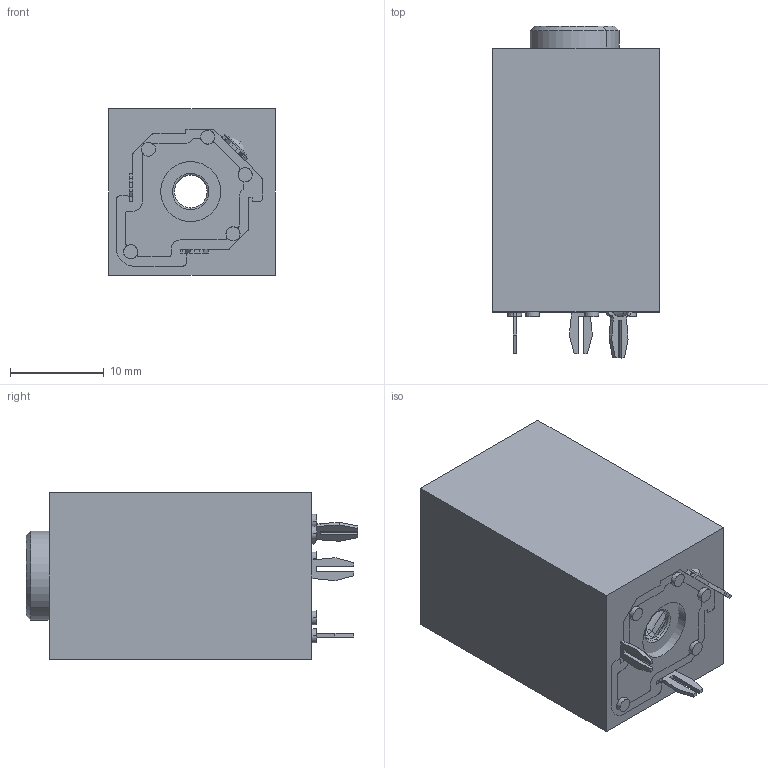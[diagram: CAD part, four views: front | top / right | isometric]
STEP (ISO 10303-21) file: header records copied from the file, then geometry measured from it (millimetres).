
FILE_DESCRIPTION((''),'2;1');
FILE_NAME('RJ3VI-D1_ASM','2021-03-19T',('yuj'),(''),'PRO/ENGINEER BY PARAMETRIC TECHNOLOGY CORPORATION, 2013040','PRO/ENGINEER BY PARAMETRIC TECHNOLOGY CORPORATION, 2013040','');
FILE_SCHEMA(('CONFIG_CONTROL_DESIGN'));
Length unit declared in the file: millimetre
Products named in the file (1): RJ3VI-D1_ASM
Bounding box: 17.74 x 35.35 x 17.74 mm (x, y, z)
Volume: 7803.3 mm3; surface area: 6090.6 mm2
Topology: 1 solids, 8 shells, 986 faces, 2415 edges, 1433 vertices
Faces by surface type: cylinder 355, plane 349, sphere 99, bspline 80, cone 53, torus 50
Entity records: 32951 total; most frequent: CARTESIAN_POINT 10865, ORIENTED_EDGE 4803, DIRECTION 4299, EDGE_CURVE 2411, AXIS2_PLACEMENT_3D 1551, VERTEX_POINT 1433, VECTOR 1197, LINE 1197
